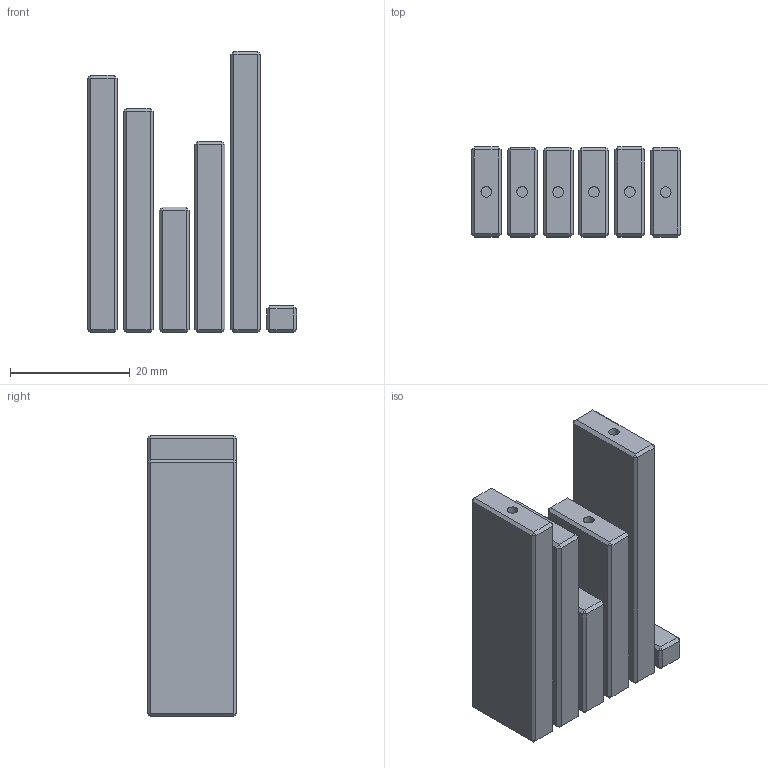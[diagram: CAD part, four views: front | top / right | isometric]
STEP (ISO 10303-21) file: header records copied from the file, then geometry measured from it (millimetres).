
FILE_DESCRIPTION(('Open CASCADE Model'),'2;1');
FILE_NAME('Open CASCADE Shape Model','2025-07-29T20:45:20',('Author'),( 'Open CASCADE'),'Open CASCADE STEP processor 7.8','build123d', 'Unknown');
FILE_SCHEMA(('AUTOMOTIVE_DESIGN { 1 0 10303 214 1 1 1 1 }'));
Length unit declared in the file: millimetre
Products named in the file (13): ASSEMBLY; SOLID
Assembly tree (12 placements, depth 3):
  ASSEMBLY
    ASSEMBLY
      SOLID
    ASSEMBLY
      SOLID
    ASSEMBLY
      SOLID
    ASSEMBLY
      SOLID
    ASSEMBLY
      SOLID
    ASSEMBLY
      SOLID
Bounding box: 35 x 15 x 47 mm (x, y, z)
Volume: 13273.4 mm3; surface area: 8972.4 mm2
Topology: 6 solids, 6 shells, 333 faces, 774 edges, 468 vertices
Faces by surface type: plane 210, extrusion 117, cylinder 6
Full cylindrical faces by diameter (mm): 1.8 x6
Entity records: 19600 total; most frequent: CARTESIAN_POINT 4306, DIRECTION 2441, VECTOR 1947, LINE 1830, ORIENTED_EDGE 1548, PCURVE 1548, DEFINITIONAL_REPRESENTATION 1548, EDGE_CURVE 774
